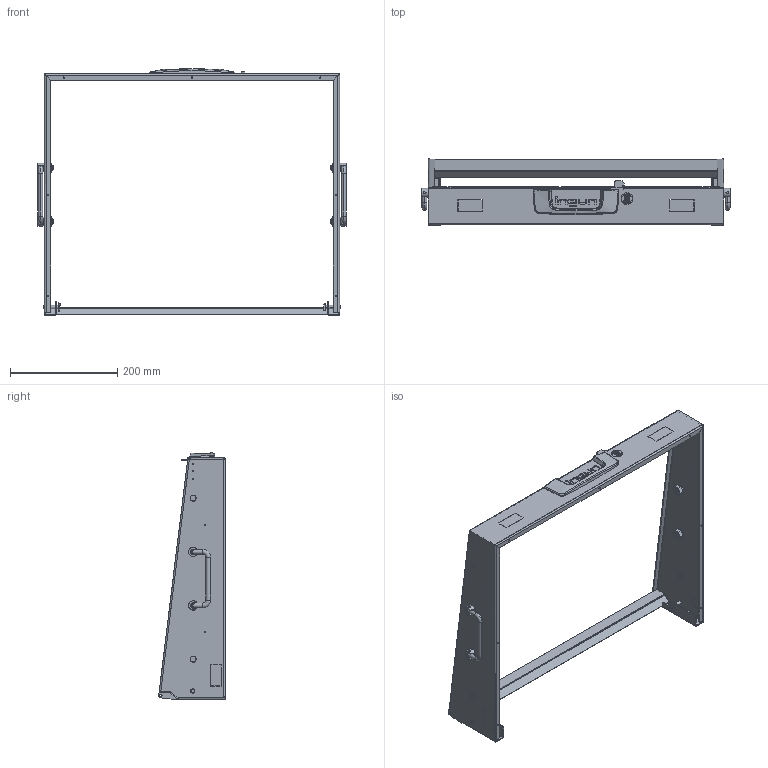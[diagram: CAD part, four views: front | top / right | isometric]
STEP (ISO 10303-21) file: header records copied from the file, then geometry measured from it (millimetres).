
FILE_DESCRIPTION (( 'STEP AP214' ), '1' );
FILE_NAME ('INGUN_113746.STEP', '2022-10-20T12:44:07', ( '' ), ( '' ), 'SwSTEP 2.0', 'SolidWorks 2021', '' );
FILE_SCHEMA (( 'AUTOMOTIVE_DESIGN' ));
Length unit declared in the file: millimetre
Products named in the file (18): 112024~0_S; 114196_004~0_S; DIN912~n_M04,0x012; 114196_001~0; 113552~1_S; DIN125~n_04,3 M04,0; 114364~0_S; 112992~2_S; ISO7380~n_M03,0x005; 32171~0_S; 49317~0; 114196_003~0; INGUN_113746; 112026~0_Mitte<S>; 114196_002~0; 112025~2_S; 114196~0; DIN985-A2~n_M04,0
Assembly tree (23 placements, depth 3):
  INGUN_113746
    113552~1_S
    32171~0_S
    112024~0_S
    112025~2_S
    DIN125~n_04,3 M04,0
    DIN985-A2~n_M04,0
    DIN912~n_M04,0x012
    112026~0_Mitte<S>
    112992~2_S  x2
    49317~0  x2
    ISO7380~n_M03,0x005
    114364~0_S
    114196~0  x2
      114196_001~0
      114196_002~0
      114196_003~0
      114196_004~0_S
Bounding box: 574 x 124.13 x 459.82 mm (x, y, z)
Volume: 420898.5 mm3; surface area: 415728.4 mm2
Topology: 30 solids, 30 shells, 1152 faces, 3028 edges, 1931 vertices
Faces by surface type: plane 475, cylinder 438, cone 102, bspline 87, torus 44, sphere 6
Entity records: 43284 total; most frequent: CARTESIAN_POINT 18956, ORIENTED_EDGE 4940, DIRECTION 4669, EDGE_CURVE 2470, AXIS2_PLACEMENT_3D 1661, VERTEX_POINT 1594, LINE 1347, VECTOR 1347
